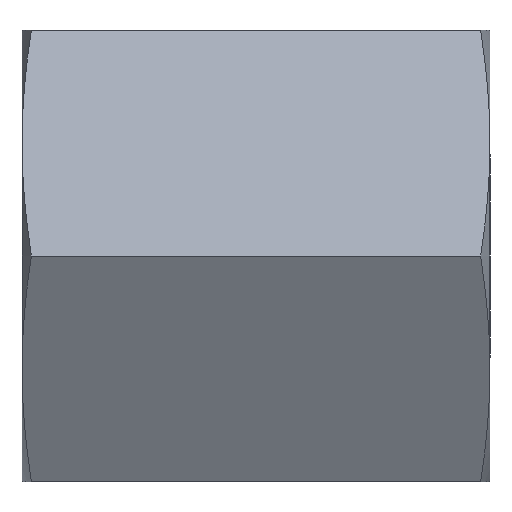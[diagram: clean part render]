
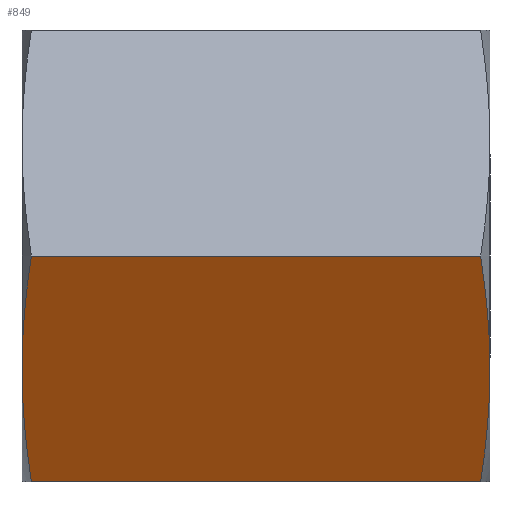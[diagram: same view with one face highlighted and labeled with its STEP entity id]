
A CAD part, front view. The second image highlights one B-rep face of the part: STEP entity #849.
In plain terms, the highlighted planar face has unit normal (0, -0.866, -0.5).
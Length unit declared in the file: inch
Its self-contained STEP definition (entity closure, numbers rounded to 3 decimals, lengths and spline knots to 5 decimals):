
#166=DIRECTION('',(-1.,0.,0.));
#167=VECTOR('',#166,0.54802);
#168=CARTESIAN_POINT('',(0.55944,-0.15911,
-0.27559));
#169=LINE('',#168,#167);
#173=CARTESIAN_POINT('',(0.01142,-0.15911,
-0.27559));
#174=CARTESIAN_POINT('',(0.00952,-0.16624,
-0.26325));
#175=CARTESIAN_POINT('',(0.00619,-0.18017,
-0.23912));
#176=CARTESIAN_POINT('',(0.0028,-0.19891,
-0.20666));
#177=CARTESIAN_POINT('',(0.00048,-0.21914,
-0.17162));
#178=CARTESIAN_POINT('',(0.,-0.23216,-0.14907));
#179=CARTESIAN_POINT('',(0.,-0.23867,-0.1378));
#195=DIRECTION('',(-1.,0.,0.));
#196=VECTOR('',#195,0.54802);
#197=CARTESIAN_POINT('',(0.55944,-0.31822,0.));
#198=LINE('',#197,#196);
#202=CARTESIAN_POINT('',(0.,-0.23867,-0.1378));
#203=CARTESIAN_POINT('',(0.,-0.24518,-0.12651));
#204=CARTESIAN_POINT('',(0.00048,-0.2582,
-0.10396));
#205=CARTESIAN_POINT('',(0.0028,-0.27844,
-0.06891));
#206=CARTESIAN_POINT('',(0.00619,-0.29718,
-0.03646));
#207=CARTESIAN_POINT('',(0.00952,-0.3111,
-0.01233));
#208=CARTESIAN_POINT('',(0.01142,-0.31822,0.));
#452=CARTESIAN_POINT('',(0.57087,-0.23867,
-0.1378));
#453=CARTESIAN_POINT('',(0.57087,-0.23215,
-0.14908));
#454=CARTESIAN_POINT('',(0.57038,-0.21913,
-0.17163));
#455=CARTESIAN_POINT('',(0.56807,-0.1989,
-0.20668));
#456=CARTESIAN_POINT('',(0.56468,-0.18016,
-0.23914));
#457=CARTESIAN_POINT('',(0.56135,-0.16623,
-0.26326));
#458=CARTESIAN_POINT('',(0.55944,-0.15911,
-0.27559));
#463=CARTESIAN_POINT('',(0.55944,-0.31822,0.));
#464=CARTESIAN_POINT('',(0.56135,-0.3111,
-0.01234));
#465=CARTESIAN_POINT('',(0.56468,-0.29717,-0.03647));
#466=CARTESIAN_POINT('',(0.56807,-0.27843,
-0.06893));
#467=CARTESIAN_POINT('',(0.57039,-0.25819,
-0.10397));
#468=CARTESIAN_POINT('',(0.57087,-0.24518,
-0.12652));
#469=CARTESIAN_POINT('',(0.57087,-0.23867,
-0.1378));
#699=VERTEX_POINT('',#173);
#700=VERTEX_POINT('',#179);
#701=CARTESIAN_POINT('',(0.55944,-0.15911,
-0.27559));
#702=VERTEX_POINT('',#701);
#703=VERTEX_POINT('',#452);
#704=VERTEX_POINT('',#463);
#705=CARTESIAN_POINT('',(0.01142,-0.31822,0.));
#706=VERTEX_POINT('',#705);
#832=CARTESIAN_POINT('',(0.,-0.15911,-0.27559));
#833=DIRECTION('',(0.,-0.866,-0.5));
#834=DIRECTION('',(0.,0.5,-0.866));
#835=AXIS2_PLACEMENT_3D('',#832,#833,#834);
#836=PLANE('',#835);
#837=ORIENTED_EDGE('',*,*,#824,.T.);
#839=ORIENTED_EDGE('',*,*,#838,.T.);
#841=ORIENTED_EDGE('',*,*,#840,.F.);
#843=ORIENTED_EDGE('',*,*,#842,.T.);
#845=ORIENTED_EDGE('',*,*,#844,.T.);
#846=ORIENTED_EDGE('',*,*,#808,.T.);
#847=EDGE_LOOP('',(#837,#839,#841,#843,#845,#846));
#848=FACE_OUTER_BOUND('',#847,.F.);
#849=ADVANCED_FACE('',(#848),#836,.T.);
#180=B_SPLINE_CURVE_WITH_KNOTS('',3,(#173,#174,#175,#176,#177,#178,#179),
.UNSPECIFIED.,.F.,.F.,(4,1,1,1,4),(0.,0.25,0.5,0.75,1.),
.UNSPECIFIED.);
#209=B_SPLINE_CURVE_WITH_KNOTS('',3,(#202,#203,#204,#205,#206,#207,#208),
.UNSPECIFIED.,.F.,.F.,(4,1,1,1,4),(0.,0.25,0.5,0.75,1.),
.UNSPECIFIED.);
#459=B_SPLINE_CURVE_WITH_KNOTS('',3,(#452,#453,#454,#455,#456,#457,#458),
.UNSPECIFIED.,.F.,.F.,(4,1,1,1,4),(0.,0.25,0.5,0.75,1.),
.UNSPECIFIED.);
#470=B_SPLINE_CURVE_WITH_KNOTS('',3,(#463,#464,#465,#466,#467,#468,#469),
.UNSPECIFIED.,.F.,.F.,(4,1,1,1,4),(0.,0.25,0.5,0.75,1.),
.UNSPECIFIED.);
#808=EDGE_CURVE('',#702,#699,#169,.T.);
#824=EDGE_CURVE('',#699,#700,#180,.T.);
#838=EDGE_CURVE('',#700,#706,#209,.T.);
#840=EDGE_CURVE('',#704,#706,#198,.T.);
#842=EDGE_CURVE('',#704,#703,#470,.T.);
#844=EDGE_CURVE('',#703,#702,#459,.T.);
